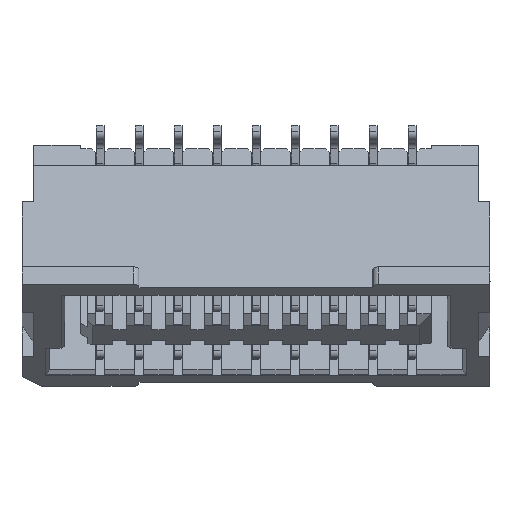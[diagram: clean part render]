
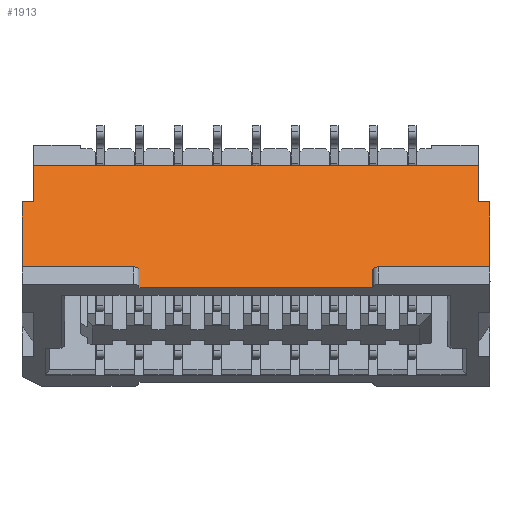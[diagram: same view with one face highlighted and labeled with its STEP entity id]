
A CAD part, left-side view. The second image highlights one B-rep face of the part: STEP entity #1913.
In plain terms, the highlighted planar face has unit normal (-0.882, 0, 0.471).
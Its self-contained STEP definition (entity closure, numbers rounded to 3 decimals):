
#798 = PLANE ( 'NONE',  #45296 ) ;
#1913 = ADVANCED_FACE ( 'NONE', ( #23129 ), #798, .F. ) ;
#3838 = LINE ( 'NONE', #53683, #24092 ) ;
#3933 = ORIENTED_EDGE ( 'NONE', *, *, #50207, .F. ) ;
#4060 = CARTESIAN_POINT ( 'NONE',  ( 5.419, -2.288, 1.565 ) ) ;
#4497 = ORIENTED_EDGE ( 'NONE', *, *, #37060, .F. ) ;
#4581 = DIRECTION ( 'NONE',  ( -0.471, 0., -0.882 ) ) ;
#4824 = EDGE_CURVE ( 'NONE', #6193, #17575, #20740, .T. ) ;
#4920 = EDGE_CURVE ( 'NONE', #5869, #29339, #23142, .T. ) ;
#5816 = LINE ( 'NONE', #40616, #45993 ) ;
#5869 = VERTEX_POINT ( 'NONE', #58623 ) ;
#5987 = ORIENTED_EDGE ( 'NONE', *, *, #55975, .F. ) ;
#6193 = VERTEX_POINT ( 'NONE', #31090 ) ;
#7650 = CARTESIAN_POINT ( 'NONE',  ( 3.706, -2.2, -1.641 ) ) ;
#7751 = DIRECTION ( 'NONE',  ( 0., -1., 0. ) ) ;
#8124 = CARTESIAN_POINT ( 'NONE',  ( 4.924, 9.19, 0.639 ) ) ;
#8412 = CARTESIAN_POINT ( 'NONE',  ( 3.982, 0.5, -1.125 ) ) ;
#8908 = VECTOR ( 'NONE', #8917, 1000. ) ;
#8917 = DIRECTION ( 'NONE',  ( 0., -1., 0. ) ) ;
#9212 = VECTOR ( 'NONE', #4581, 1000. ) ;
#9971 = VERTEX_POINT ( 'NONE', #22590 ) ;
#10350 = ORIENTED_EDGE ( 'NONE', *, *, #58164, .F. ) ;
#11658 = LINE ( 'NONE', #4060, #51427 ) ;
#12207 = EDGE_CURVE ( 'NONE', #17575, #9971, #53780, .T. ) ;
#12637 = DIRECTION ( 'NONE',  ( -0.471, 0., -0.882 ) ) ;
#12656 = CARTESIAN_POINT ( 'NONE',  ( 3.982, 6.5, -1.125 ) ) ;
#12901 = VECTOR ( 'NONE', #36574, 1000. ) ;
#14329 = ORIENTED_EDGE ( 'NONE', *, *, #30648, .F. ) ;
#14648 = ORIENTED_EDGE ( 'NONE', *, *, #4824, .F. ) ;
#14992 = DIRECTION ( 'NONE',  ( 0., -1., 0. ) ) ;
#16212 = EDGE_CURVE ( 'NONE', #30057, #22070, #37052, .T. ) ;
#16562 = ORIENTED_EDGE ( 'NONE', *, *, #26543, .T. ) ;
#17137 = DIRECTION ( 'NONE',  ( 0., -1., 0. ) ) ;
#17575 = VERTEX_POINT ( 'NONE', #37081 ) ;
#17927 = VECTOR ( 'NONE', #7751, 1000. ) ;
#18459 = CARTESIAN_POINT ( 'NONE',  ( 3.982, 0.5, -1.125 ) ) ;
#18985 = DIRECTION ( 'NONE',  ( 0., 1., 0. ) ) ;
#20740 = LINE ( 'NONE', #7650, #39894 ) ;
#21394 = DIRECTION ( 'NONE',  ( 0., 1., 0. ) ) ;
#22070 = VERTEX_POINT ( 'NONE', #24502 ) ;
#22590 = CARTESIAN_POINT ( 'NONE',  ( 4.924, -2.5, 0.639 ) ) ;
#22949 = DIRECTION ( 'NONE',  ( 0.882, 0., -0.471 ) ) ;
#23051 = VECTOR ( 'NONE', #40246, 1000. ) ;
#23129 = FACE_OUTER_BOUND ( 'NONE', #38587, .T. ) ;
#23130 = CARTESIAN_POINT ( 'NONE',  ( 3.982, -2.6, -1.125 ) ) ;
#23142 = LINE ( 'NONE', #50204, #23051 ) ;
#24092 = VECTOR ( 'NONE', #12637, 1000. ) ;
#24322 = VERTEX_POINT ( 'NONE', #18459 ) ;
#24502 = CARTESIAN_POINT ( 'NONE',  ( 3.746, 0.5, -1.566 ) ) ;
#26543 = EDGE_CURVE ( 'NONE', #34887, #30057, #3838, .T. ) ;
#27702 = CARTESIAN_POINT ( 'NONE',  ( 4.924, -2.19, 0.639 ) ) ;
#28363 = LINE ( 'NONE', #45887, #47874 ) ;
#28879 = LINE ( 'NONE', #8412, #9212 ) ;
#29233 = ORIENTED_EDGE ( 'NONE', *, *, #40704, .F. ) ;
#29339 = VERTEX_POINT ( 'NONE', #38496 ) ;
#29578 = LINE ( 'NONE', #8124, #8908 ) ;
#30057 = VERTEX_POINT ( 'NONE', #43210 ) ;
#30648 = EDGE_CURVE ( 'NONE', #24322, #22070, #28879, .T. ) ;
#31005 = VERTEX_POINT ( 'NONE', #43104 ) ;
#31090 = CARTESIAN_POINT ( 'NONE',  ( 5.419, -2.2, 1.565 ) ) ;
#33599 = VECTOR ( 'NONE', #54269, 1000. ) ;
#34509 = LINE ( 'NONE', #35876, #33599 ) ;
#34887 = VERTEX_POINT ( 'NONE', #12656 ) ;
#35876 = CARTESIAN_POINT ( 'NONE',  ( 3.706, 9.2, -1.641 ) ) ;
#36574 = DIRECTION ( 'NONE',  ( 0., -1., 0. ) ) ;
#37009 = CARTESIAN_POINT ( 'NONE',  ( 3.982, -2.5, -1.125 ) ) ;
#37052 = LINE ( 'NONE', #53343, #17927 ) ;
#37060 = EDGE_CURVE ( 'NONE', #55915, #24322, #5816, .T. ) ;
#37081 = CARTESIAN_POINT ( 'NONE',  ( 4.924, -2.2, 0.639 ) ) ;
#38137 = LINE ( 'NONE', #23130, #38235 ) ;
#38235 = VECTOR ( 'NONE', #18985, 1000. ) ;
#38496 = CARTESIAN_POINT ( 'NONE',  ( 4.924, 9.5, 0.639 ) ) ;
#38587 = EDGE_LOOP ( 'NONE', ( #10350, #3933, #45242, #45467, #5987, #16562, #47377, #14329, #4497, #29233, #38631, #14648 ) ) ;
#38631 = ORIENTED_EDGE ( 'NONE', *, *, #12207, .F. ) ;
#39894 = VECTOR ( 'NONE', #44434, 1000. ) ;
#40246 = DIRECTION ( 'NONE',  ( 0.471, 0., 0.882 ) ) ;
#40509 = DIRECTION ( 'NONE',  ( -0.471, 0., -0.882 ) ) ;
#40616 = CARTESIAN_POINT ( 'NONE',  ( 3.982, -2.6, -1.125 ) ) ;
#40704 = EDGE_CURVE ( 'NONE', #9971, #55915, #28363, .T. ) ;
#42592 = CARTESIAN_POINT ( 'NONE',  ( 5.453, 2.6, 1.627 ) ) ;
#43104 = CARTESIAN_POINT ( 'NONE',  ( 5.419, 9.2, 1.565 ) ) ;
#43210 = CARTESIAN_POINT ( 'NONE',  ( 3.746, 6.5, -1.566 ) ) ;
#43577 = EDGE_CURVE ( 'NONE', #29339, #46972, #29578, .T. ) ;
#43975 = CARTESIAN_POINT ( 'NONE',  ( 4.924, 9.2, 0.639 ) ) ;
#44434 = DIRECTION ( 'NONE',  ( -0.471, 0., -0.882 ) ) ;
#45242 = ORIENTED_EDGE ( 'NONE', *, *, #43577, .F. ) ;
#45296 = AXIS2_PLACEMENT_3D ( 'NONE', #42592, #22949, #14992 ) ;
#45467 = ORIENTED_EDGE ( 'NONE', *, *, #4920, .F. ) ;
#45887 = CARTESIAN_POINT ( 'NONE',  ( 4.948, -2.5, 0.683 ) ) ;
#45993 = VECTOR ( 'NONE', #21394, 1000. ) ;
#46972 = VERTEX_POINT ( 'NONE', #43975 ) ;
#47377 = ORIENTED_EDGE ( 'NONE', *, *, #16212, .T. ) ;
#47874 = VECTOR ( 'NONE', #40509, 1000. ) ;
#50204 = CARTESIAN_POINT ( 'NONE',  ( 4.948, 9.5, 0.683 ) ) ;
#50207 = EDGE_CURVE ( 'NONE', #46972, #31005, #34509, .T. ) ;
#51427 = VECTOR ( 'NONE', #17137, 1000. ) ;
#53343 = CARTESIAN_POINT ( 'NONE',  ( 3.746, 0.5, -1.566 ) ) ;
#53683 = CARTESIAN_POINT ( 'NONE',  ( 3.982, 6.5, -1.125 ) ) ;
#53780 = LINE ( 'NONE', #27702, #12901 ) ;
#54269 = DIRECTION ( 'NONE',  ( 0.471, 0., 0.882 ) ) ;
#55915 = VERTEX_POINT ( 'NONE', #37009 ) ;
#55975 = EDGE_CURVE ( 'NONE', #34887, #5869, #38137, .T. ) ;
#58164 = EDGE_CURVE ( 'NONE', #31005, #6193, #11658, .T. ) ;
#58623 = CARTESIAN_POINT ( 'NONE',  ( 3.982, 9.5, -1.125 ) ) ;
